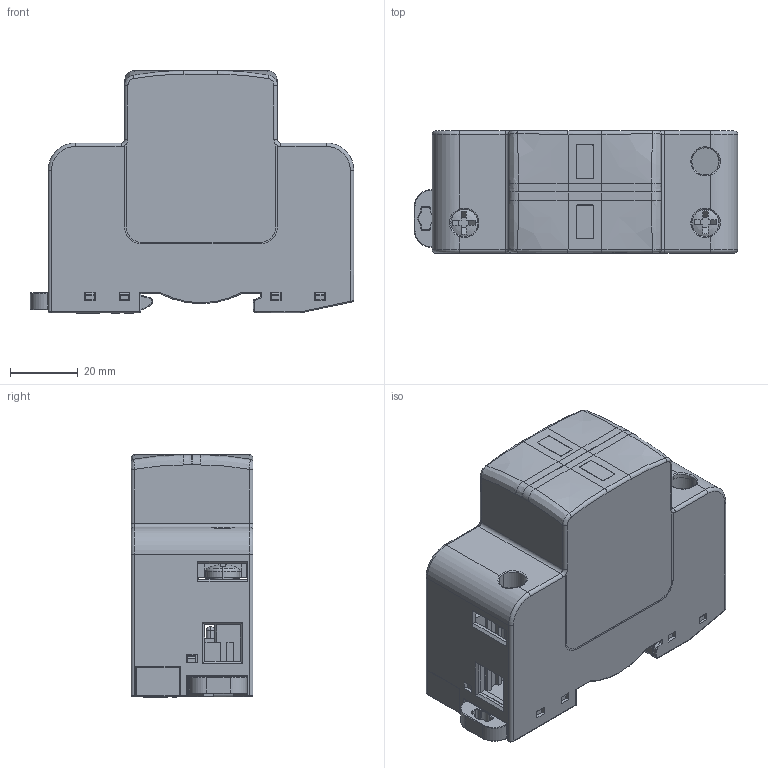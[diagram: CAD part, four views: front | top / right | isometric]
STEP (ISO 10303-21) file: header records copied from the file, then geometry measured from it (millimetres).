
FILE_DESCRIPTION((''),'2;1');
FILE_NAME('560019_PROBLOC_B_25_1P1_150__ASM','2018-08-27T13:52:37',('teo.ivanusa'),('Audax d.o.o.'),'CREO PARAMETRIC BY PTC INC, 2017260','CREO PARAMETRIC BY PTC INC, 2017260','');
FILE_SCHEMA(('AP242_MANAGED_MODEL_BASED_3D_ENGINEERING_MIM_LF { 1 0 10303 442 1 1 4 }'));
Products named in the file (12): LECKA_BUHTEL_; ZASKOCKA_PLASTICNA_V11_; VZMET_VSKOCKE_; RC_ZENSKA_WM_; RC_WM_SESTAV__ASM; 560000007_PRBLB_POKR_2TE_RC_; 560000006_PRBLB_POKR_2TE_; 560000004_PRBLB_PODN_2TE_1P1_; 521000502_VIJAK_M6X12_; PROBLOC_B_KONTAKT_PO50_SKLOP__ASM; PROBLOC_B_KONT_OZEM_PO__ASM; 560019_PROBLOC_B_25_1P1_150__ASM
Assembly tree (13 placements, depth 3):
  560019_PROBLOC_B_25_1P1_150__ASM
    LECKA_BUHTEL_  x2
    ZASKOCKA_PLASTICNA_V11_
    VZMET_VSKOCKE_
    RC_WM_SESTAV__ASM
      RC_ZENSKA_WM_
    560000007_PRBLB_POKR_2TE_RC_
    560000006_PRBLB_POKR_2TE_
    560000004_PRBLB_PODN_2TE_1P1_
    PROBLOC_B_KONTAKT_PO50_SKLOP__ASM
      521000502_VIJAK_M6X12_
    PROBLOC_B_KONT_OZEM_PO__ASM
      521000502_VIJAK_M6X12_
Bounding box: 95.25 x 35.9 x 71.39 mm (x, y, z)
Volume: 81118.5 mm3; surface area: 106423.6 mm2
Topology: 10 solids, 10 shells, 3059 faces, 7922 edges, 4983 vertices
Faces by surface type: plane 1424, cylinder 937, bspline 247, torus 217, sphere 189, cone 27, extrusion 18
Entity records: 138963 total; most frequent: CARTESIAN_POINT 40642, ORIENTED_EDGE 15268, DIRECTION 14981, PRESENTATION_STYLE_ASSIGNMENT 7878, STYLED_ITEM 7824, CURVE_STYLE 7794, EDGE_CURVE 7634, AXIS2_PLACEMENT_3D 5091
